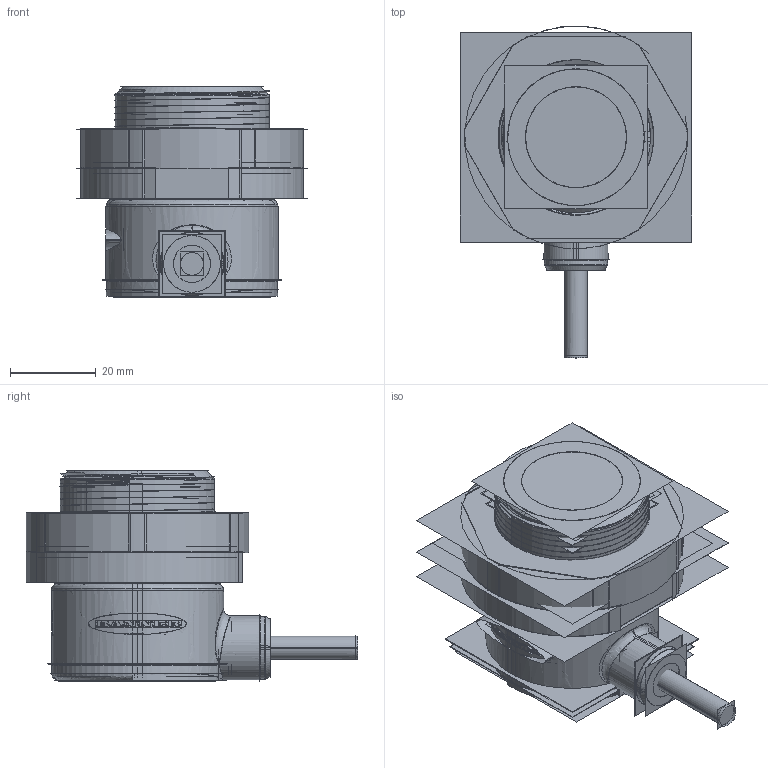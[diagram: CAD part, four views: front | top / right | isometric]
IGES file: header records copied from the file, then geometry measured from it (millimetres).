
Start section:  PTC IGES file: 188689.igs
Global section: file name: 188689.igs; native system: Creo Parametric by Parametric Technology Corporation; preprocessor: 2013230; author: pdmadmin; organization: Unknown; date: 20160114.100158; units: millimetre
Bounding box: 54.12 x 77.43 x 49.28 mm (x, y, z)
Volume: 37827.1 mm3; surface area: 341999.4 mm2
Topology: 12 solids, 13 shells, 1242 faces, 6543 edges, 8376 vertices
Faces by surface type: revolution 758, bspline 480, extrusion 4
